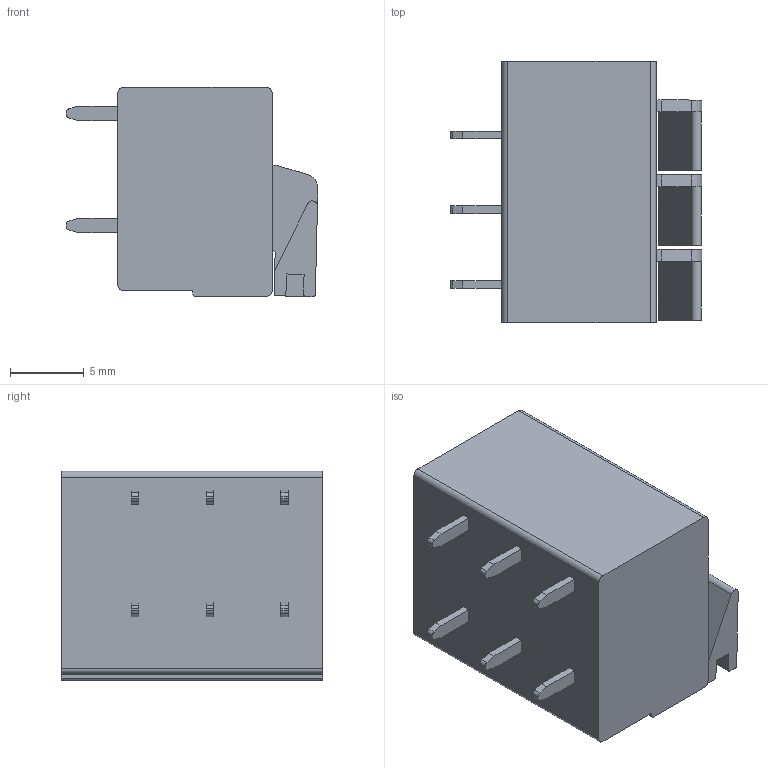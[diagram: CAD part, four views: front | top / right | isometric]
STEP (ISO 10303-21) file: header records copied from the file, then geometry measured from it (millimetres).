
FILE_DESCRIPTION((''),'2;1');
FILE_NAME('DB142R-508-1P','2023-04-12T',('86134'),(''),'PRO/ENGINEER BY PARAMETRIC TECHNOLOGY CORPORATION, 2010280','PRO/ENGINEER BY PARAMETRIC TECHNOLOGY CORPORATION, 2010280','');
FILE_SCHEMA(('CONFIG_CONTROL_DESIGN'));
Length unit declared in the file: millimetre
Products named in the file (1): DB142R-508-1P
Bounding box: 17.1 x 17.78 x 14.23 mm (x, y, z)
Volume: 2603.3 mm3; surface area: 1819 mm2
Topology: 1 solids, 1 shells, 186 faces, 507 edges, 336 vertices
Faces by surface type: plane 115, cylinder 53, cone 18
Entity records: 5917 total; most frequent: CARTESIAN_POINT 1029, DIRECTION 1015, ORIENTED_EDGE 1014, EDGE_CURVE 507, VECTOR 371, LINE 371, VERTEX_POINT 336, AXIS2_PLACEMENT_3D 322
